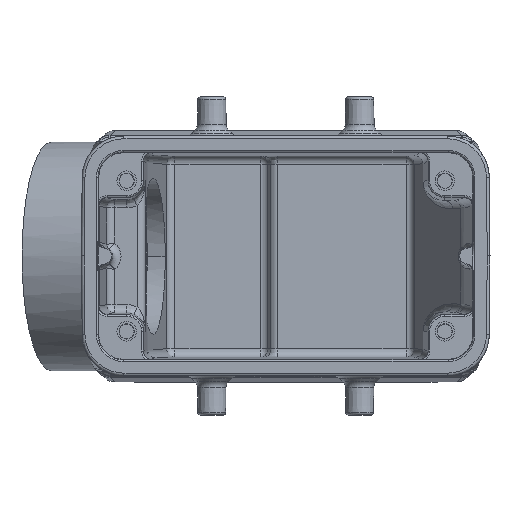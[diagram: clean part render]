
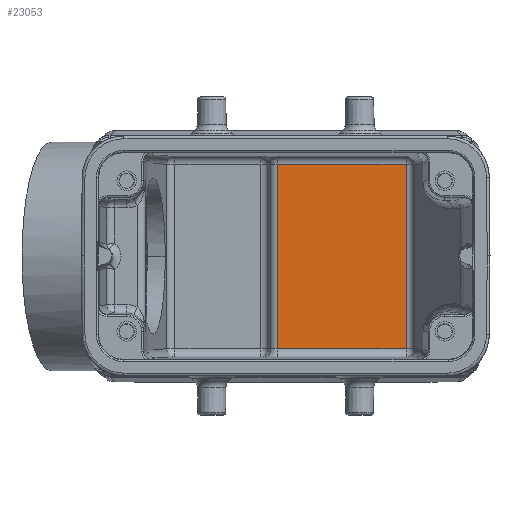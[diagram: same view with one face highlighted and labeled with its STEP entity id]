
A CAD part, top view. The second image highlights one B-rep face of the part: STEP entity #23053.
In plain terms, the highlighted planar face has unit normal (0, 0, 1).
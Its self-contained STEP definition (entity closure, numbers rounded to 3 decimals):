
#6029=DIRECTION('',(0.,1.,0.));
#6030=VECTOR('',#6029,33.092);
#6031=CARTESIAN_POINT('',(21.573,-16.546,-65.));
#6032=LINE('',#6031,#6030);
#6048=DIRECTION('',(-1.,0.,0.));
#6049=VECTOR('',#6048,23.067);
#6050=CARTESIAN_POINT('',(21.573,16.546,-65.));
#6051=LINE('',#6050,#6049);
#6060=DIRECTION('',(1.,0.,0.));
#6061=VECTOR('',#6060,23.067);
#6062=CARTESIAN_POINT('',(-1.493,-16.546,
-65.));
#6063=LINE('',#6062,#6061);
#6096=DIRECTION('',(0.,-1.,0.));
#6097=VECTOR('',#6096,33.092);
#6098=CARTESIAN_POINT('',(-1.493,16.546,
-65.));
#6099=LINE('',#6098,#6097);
#10580=CARTESIAN_POINT('',(21.573,-16.546,-65.));
#10581=VERTEX_POINT('',#10580);
#10583=CARTESIAN_POINT('',(21.573,16.546,-65.));
#10585=VERTEX_POINT('',#10583);
#10588=CARTESIAN_POINT('',(-1.493,16.546,
-65.));
#10589=VERTEX_POINT('',#10588);
#10592=CARTESIAN_POINT('',(-1.493,-16.546,
-65.));
#10593=VERTEX_POINT('',#10592);
#23040=CARTESIAN_POINT('',(22.724,-18.6,-65.));
#23041=DIRECTION('',(0.,0.,-1.));
#23042=DIRECTION('',(-1.,0.,0.));
#23043=AXIS2_PLACEMENT_3D('',#23040,#23041,#23042);
#23044=PLANE('',#23043);
#23046=ORIENTED_EDGE('',*,*,#23045,.F.);
#23048=ORIENTED_EDGE('',*,*,#23047,.F.);
#23049=ORIENTED_EDGE('',*,*,#23031,.F.);
#23050=ORIENTED_EDGE('',*,*,#23007,.F.);
#23051=EDGE_LOOP('',(#23046,#23048,#23049,#23050));
#23052=FACE_OUTER_BOUND('',#23051,.F.);
#23053=ADVANCED_FACE('',(#23052),#23044,.F.);
#23007=EDGE_CURVE('',#10581,#10585,#6032,.T.);
#23031=EDGE_CURVE('',#10585,#10589,#6051,.T.);
#23045=EDGE_CURVE('',#10593,#10581,#6063,.T.);
#23047=EDGE_CURVE('',#10589,#10593,#6099,.T.);
